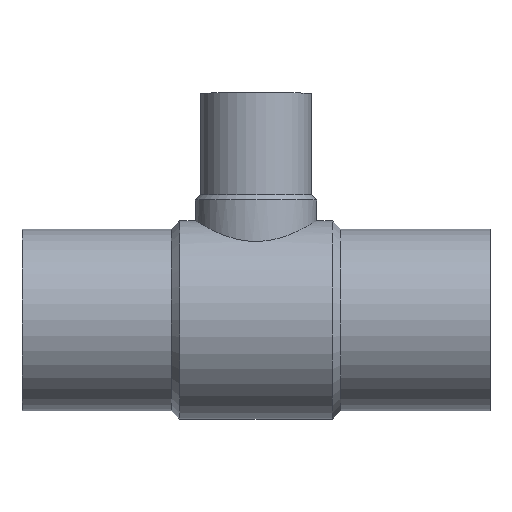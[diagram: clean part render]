
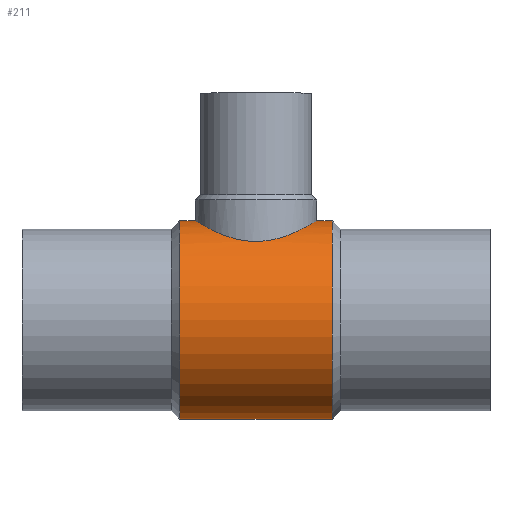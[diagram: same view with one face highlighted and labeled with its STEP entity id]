
A CAD part, top view. The second image highlights one B-rep face of the part: STEP entity #211.
In plain terms, the highlighted cylindrical face has radius 98.2 mm (diameter 196.4 mm), a partial arc.
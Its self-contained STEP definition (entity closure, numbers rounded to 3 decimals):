
#153 = EDGE_CURVE( '', #175, #257, #383, .T. );
#167 = EDGE_CURVE( '', #171, #237, #399, .T. );
#171 = VERTEX_POINT( '', #404 );
#175 = VERTEX_POINT( '', #408 );
#187 = EDGE_CURVE( '', #255, #171, #421, .T. );
#197 = VERTEX_POINT( '', #433 );
#205 = EDGE_CURVE( '', #175, #197, #442, .T. );
#211 = ADVANCED_FACE( '', ( #449 ), #450, .T. );
#237 = VERTEX_POINT( '', #478 );
#255 = VERTEX_POINT( '', #498 );
#257 = VERTEX_POINT( '', #500 );
#297 = EDGE_CURVE( '', #237, #257, #542, .T. );
#299 = EDGE_CURVE( '', #197, #255, #544, .T. );
#383 = CIRCLE( '', #635, 98.2 );
#399 = B_SPLINE_CURVE_WITH_KNOTS( '', 3, ( #719, #720, #721, #722, #723, #724, #725, #726, #727, #728, #729, #730, #731, #732, #733, #734, #735, #736, #737, #738, #739, #740, #741, #742, #743, #744, #745, #746, #747, #748, #749, #750, #751, #752, #753, #754, #755, #756, #757, #758, #759, #760, #761, #762, #763, #764, #765, #766, #767, #768, #769, #770, #771, #772, #773, #774, #775, #776, #777, #778, #779, #780, #781, #782, #783, #784 ), .UNSPECIFIED., .F., .F., ( 4, 2, 2, 2, 2, 2, 2, 2, 2, 2, 2, 2, 2, 2, 2, 2, 2, 2, 2, 2, 2, 2, 2, 2, 2, 2, 2, 2, 2, 2, 2, 2, 4 ), ( 93.4, 99.217, 105.034, 110.85, 116.667, 122.484, 128.301, 134.118, 139.935, 145.793, 151.651, 157.509, 163.367, 169.225, 175.084, 180.942, 186.8, 192.658, 198.516, 204.374, 210.233, 216.091, 221.949, 227.807, 233.665, 239.482, 245.299, 251.116, 256.933, 262.749, 268.566, 274.383, 280.2 ), .UNSPECIFIED. );
#404 = CARTESIAN_POINT( '', ( -172., 98.2, 0. ) );
#408 = CARTESIAN_POINT( '', ( -307.8, -98.2, 0. ) );
#421 = LINE( '', #811, #812 );
#433 = CARTESIAN_POINT( '', ( -156.2, -98.2, 0. ) );
#442 = LINE( '', #836, #837 );
#449 = FACE_OUTER_BOUND( '', #844, .T. );
#450 = CYLINDRICAL_SURFACE( '', #845, 98.2 );
#478 = CARTESIAN_POINT( '', ( -292., 98.2, 0. ) );
#498 = CARTESIAN_POINT( '', ( -156.2, 98.2, 0. ) );
#500 = CARTESIAN_POINT( '', ( -307.8, 98.2, 0. ) );
#542 = LINE( '', #1071, #1072 );
#544 = CIRCLE( '', #1075, 98.2 );
#635 = AXIS2_PLACEMENT_3D( '', #1201, #1202, #1203 );
#719 = CARTESIAN_POINT( '', ( -172., 98.2, 0. ) );
#720 = CARTESIAN_POINT( '', ( -172., 98.2, 1.939 ) );
#721 = CARTESIAN_POINT( '', ( -172.094, 98.142, 3.903 ) );
#722 = CARTESIAN_POINT( '', ( -172.482, 97.906, 7.842 ) );
#723 = CARTESIAN_POINT( '', ( -172.775, 97.728, 9.818 ) );
#724 = CARTESIAN_POINT( '', ( -173.561, 97.254, 13.742 ) );
#725 = CARTESIAN_POINT( '', ( -174.053, 96.958, 15.691 ) );
#726 = CARTESIAN_POINT( '', ( -175.231, 96.259, 19.528 ) );
#727 = CARTESIAN_POINT( '', ( -175.916, 95.855, 21.416 ) );
#728 = CARTESIAN_POINT( '', ( -177.465, 94.957, 25.099 ) );
#729 = CARTESIAN_POINT( '', ( -178.329, 94.463, 26.896 ) );
#730 = CARTESIAN_POINT( '', ( -180.218, 93.402, 30.374 ) );
#731 = CARTESIAN_POINT( '', ( -181.243, 92.837, 32.054 ) );
#732 = CARTESIAN_POINT( '', ( -183.427, 91.661, 35.277 ) );
#733 = CARTESIAN_POINT( '', ( -184.587, 91.05, 36.818 ) );
#734 = CARTESIAN_POINT( '', ( -187.011, 89.812, 39.744 ) );
#735 = CARTESIAN_POINT( '', ( -188.275, 89.184, 41.128 ) );
#736 = CARTESIAN_POINT( '', ( -190.881, 87.936, 43.734 ) );
#737 = CARTESIAN_POINT( '', ( -192.273, 87.291, 45.004 ) );
#738 = CARTESIAN_POINT( '', ( -195.207, 85.995, 47.433 ) );
#739 = CARTESIAN_POINT( '', ( -196.751, 85.344, 48.593 ) );
#740 = CARTESIAN_POINT( '', ( -199.972, 84.065, 50.774 ) );
#741 = CARTESIAN_POINT( '', ( -201.65, 83.437, 51.795 ) );
#742 = CARTESIAN_POINT( '', ( -205.118, 82.239, 53.677 ) );
#743 = CARTESIAN_POINT( '', ( -206.908, 81.669, 54.538 ) );
#744 = CARTESIAN_POINT( '', ( -210.578, 80.617, 56.081 ) );
#745 = CARTESIAN_POINT( '', ( -212.459, 80.135, 56.764 ) );
#746 = CARTESIAN_POINT( '', ( -216.284, 79.289, 57.94 ) );
#747 = CARTESIAN_POINT( '', ( -218.228, 78.925, 58.432 ) );
#748 = CARTESIAN_POINT( '', ( -222.149, 78.336, 59.22 ) );
#749 = CARTESIAN_POINT( '', ( -224.125, 78.111, 59.514 ) );
#750 = CARTESIAN_POINT( '', ( -228.074, 77.812, 59.904 ) );
#751 = CARTESIAN_POINT( '', ( -230.047, 77.738, 60. ) );
#752 = CARTESIAN_POINT( '', ( -233.953, 77.738, 60. ) );
#753 = CARTESIAN_POINT( '', ( -235.926, 77.812, 59.904 ) );
#754 = CARTESIAN_POINT( '', ( -239.875, 78.111, 59.514 ) );
#755 = CARTESIAN_POINT( '', ( -241.851, 78.336, 59.22 ) );
#756 = CARTESIAN_POINT( '', ( -245.772, 78.925, 58.432 ) );
#757 = CARTESIAN_POINT( '', ( -247.716, 79.289, 57.94 ) );
#758 = CARTESIAN_POINT( '', ( -251.541, 80.135, 56.764 ) );
#759 = CARTESIAN_POINT( '', ( -253.422, 80.617, 56.081 ) );
#760 = CARTESIAN_POINT( '', ( -257.092, 81.669, 54.538 ) );
#761 = CARTESIAN_POINT( '', ( -258.882, 82.239, 53.677 ) );
#762 = CARTESIAN_POINT( '', ( -262.35, 83.437, 51.795 ) );
#763 = CARTESIAN_POINT( '', ( -264.028, 84.065, 50.774 ) );
#764 = CARTESIAN_POINT( '', ( -267.249, 85.344, 48.593 ) );
#765 = CARTESIAN_POINT( '', ( -268.793, 85.995, 47.433 ) );
#766 = CARTESIAN_POINT( '', ( -271.727, 87.291, 45.004 ) );
#767 = CARTESIAN_POINT( '', ( -273.119, 87.936, 43.734 ) );
#768 = CARTESIAN_POINT( '', ( -275.725, 89.184, 41.128 ) );
#769 = CARTESIAN_POINT( '', ( -276.989, 89.812, 39.744 ) );
#770 = CARTESIAN_POINT( '', ( -279.413, 91.05, 36.818 ) );
#771 = CARTESIAN_POINT( '', ( -280.573, 91.661, 35.277 ) );
#772 = CARTESIAN_POINT( '', ( -282.757, 92.837, 32.054 ) );
#773 = CARTESIAN_POINT( '', ( -283.782, 93.402, 30.374 ) );
#774 = CARTESIAN_POINT( '', ( -285.671, 94.463, 26.896 ) );
#775 = CARTESIAN_POINT( '', ( -286.535, 94.957, 25.099 ) );
#776 = CARTESIAN_POINT( '', ( -288.084, 95.855, 21.416 ) );
#777 = CARTESIAN_POINT( '', ( -288.769, 96.259, 19.528 ) );
#778 = CARTESIAN_POINT( '', ( -289.947, 96.958, 15.691 ) );
#779 = CARTESIAN_POINT( '', ( -290.439, 97.254, 13.742 ) );
#780 = CARTESIAN_POINT( '', ( -291.225, 97.728, 9.818 ) );
#781 = CARTESIAN_POINT( '', ( -291.518, 97.906, 7.842 ) );
#782 = CARTESIAN_POINT( '', ( -291.906, 98.142, 3.903 ) );
#783 = CARTESIAN_POINT( '', ( -292., 98.2, 1.939 ) );
#784 = CARTESIAN_POINT( '', ( -292., 98.2, 0. ) );
#811 = CARTESIAN_POINT( '', ( -232., 98.2, 0. ) );
#812 = VECTOR( '', #1242, 1. );
#836 = CARTESIAN_POINT( '', ( -232., -98.2, 0. ) );
#837 = VECTOR( '', #1271, 1. );
#844 = EDGE_LOOP( '', ( #1281, #1282, #1283, #1284, #1285, #1286 ) );
#845 = AXIS2_PLACEMENT_3D( '', #1287, #1288, #1289 );
#1071 = CARTESIAN_POINT( '', ( -232., 98.2, 0. ) );
#1072 = VECTOR( '', #1381, 1. );
#1075 = AXIS2_PLACEMENT_3D( '', #1382, #1383, #1384 );
#1201 = CARTESIAN_POINT( '', ( -307.8, 0., 0. ) );
#1202 = DIRECTION( '', ( -1., 0., 0. ) );
#1203 = DIRECTION( '', ( 0., 1., 0. ) );
#1242 = DIRECTION( '', ( -1., 0., 0. ) );
#1271 = DIRECTION( '', ( 1., 0., 0. ) );
#1281 = ORIENTED_EDGE( '', *, *, #187, .T. );
#1282 = ORIENTED_EDGE( '', *, *, #167, .T. );
#1283 = ORIENTED_EDGE( '', *, *, #297, .T. );
#1284 = ORIENTED_EDGE( '', *, *, #153, .F. );
#1285 = ORIENTED_EDGE( '', *, *, #205, .T. );
#1286 = ORIENTED_EDGE( '', *, *, #299, .T. );
#1287 = CARTESIAN_POINT( '', ( -232., 0., 0. ) );
#1288 = DIRECTION( '', ( 1., 0., 0. ) );
#1289 = DIRECTION( '', ( 0., 1., 0. ) );
#1381 = DIRECTION( '', ( -1., 0., 0. ) );
#1382 = CARTESIAN_POINT( '', ( -156.2, 0., 0. ) );
#1383 = DIRECTION( '', ( -1., 0., 0. ) );
#1384 = DIRECTION( '', ( 0., 1., 0. ) );
